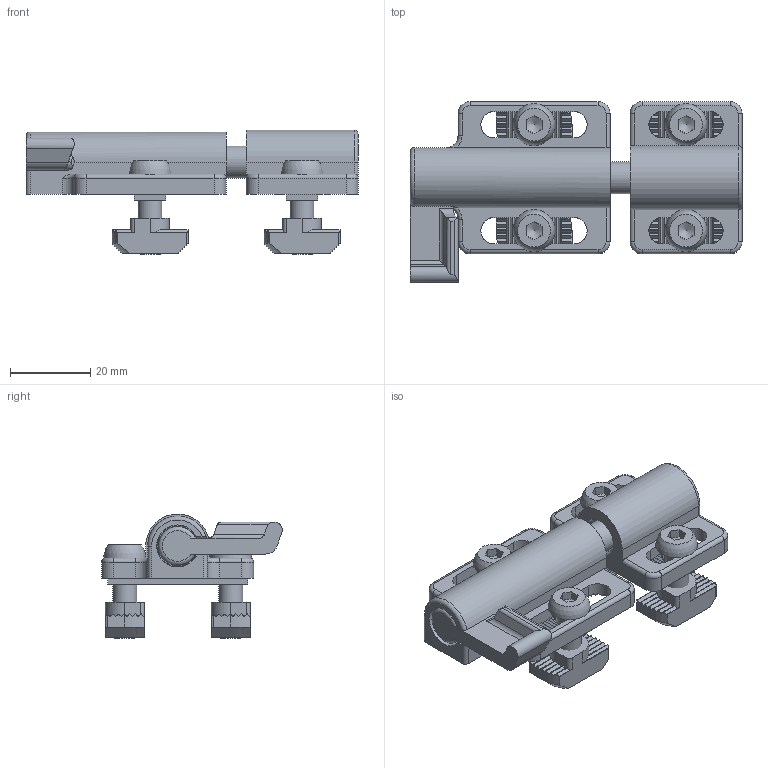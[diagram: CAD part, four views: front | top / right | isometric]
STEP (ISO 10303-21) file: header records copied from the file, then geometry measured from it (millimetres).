
FILE_DESCRIPTION(('STEP AP203'),'1');
FILE_NAME('SAFE10B1294.stp','2023-10-20T08:00:39',(' '),(' '),'Spatial InterOp 3D',' ',' ');
FILE_SCHEMA(('CONFIG_CONTROL_DESIGN'));
Length unit declared in the file: millimetre
Products named in the file (12): Kit de fixation - EcrouForceVsLigne; Vis BHC - M6x20; Ecrou tête rectangulaire 10 M6; Kit loquet de verrouillage à ressort 8 -P1045; Loquet de verrouillage à ressort 8; SAFE00H1540-Loquet de verrouillage à ressort 8 1; SAFE00H1540-Loquet de verrouillage à ressort 8 4; SAFE00H1540-Loquet de verrouillage à ressort 8 2; SAFE00H1540-Loquet de verrouillage à ressort 8 3; SAFE00H1540-Loquet de verrouillage à ressort 8 0
Assembly tree (14 placements, depth 4):
  Kit loquet de verrouillage à ressort 8 -P1045
    Kit de fixation - EcrouForceVsLigne  x4
      Vis BHC - M6x20
      Ecrou tête rectangulaire 10 M6
    Loquet de verrouillage à ressort 8
      Loquet de verrouillage à ressort 8
        SAFE00H1540-Loquet de verrouillage à ressort 8 1
        SAFE00H1540-Loquet de verrouillage à ressort 8 4
        SAFE00H1540-Loquet de verrouillage à ressort 8 2
      Loquet de verrouillage à ressort 8
        SAFE00H1540-Loquet de verrouillage à ressort 8 3
        SAFE00H1540-Loquet de verrouillage à ressort 8 0
Bounding box: 83 x 45.16 x 31 mm (x, y, z)
Volume: 26898.6 mm3; surface area: 22057.7 mm2
Topology: 13 solids, 13 shells, 1083 faces, 2890 edges, 1835 vertices
Faces by surface type: plane 837, cylinder 148, cone 71, torus 15, bspline 8, sphere 4
Full cylindrical faces by diameter (mm): 5 x5, 5.5 x1, 6 x8, 8 x1, 8.5 x1, 10.5 x1
Entity records: 26968 total; most frequent: CARTESIAN_POINT 5004, ORIENTED_EDGE 4190, DIRECTION 4081, EDGE_CURVE 2095, LINE 1435, VECTOR 1435, AXIS2_PLACEMENT_3D 1323, VERTEX_POINT 1317
